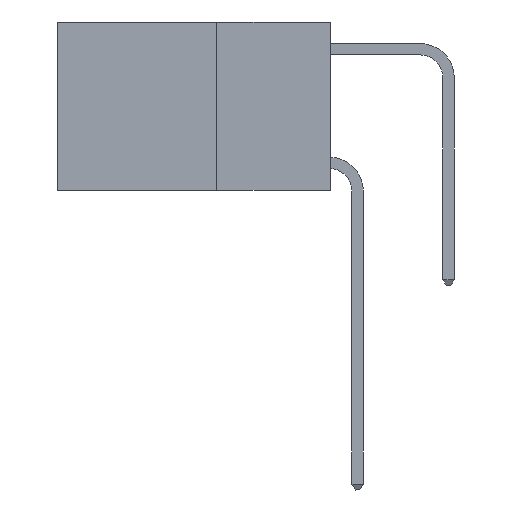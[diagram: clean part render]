
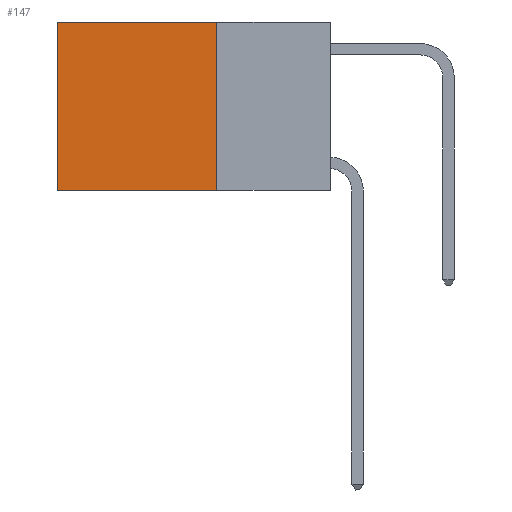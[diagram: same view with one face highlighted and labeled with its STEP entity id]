
A CAD part, left-side view. The second image highlights one B-rep face of the part: STEP entity #147.
In plain terms, the highlighted planar face has unit normal (-1, 0, 0).
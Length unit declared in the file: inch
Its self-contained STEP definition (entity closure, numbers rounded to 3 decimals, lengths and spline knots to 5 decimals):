
#147 = ADVANCED_FACE ( 'NONE', ( #2205 ), #4156, .F. ) ;
#321 = CARTESIAN_POINT ( 'NONE',  ( 0.2625, 0.25, -0.37 ) ) ;
#1643 = VECTOR ( 'NONE', #7170, 39.37008 ) ;
#1674 = EDGE_CURVE ( 'NONE', #9014, #10357, #7246, .T. ) ;
#1967 = CARTESIAN_POINT ( 'NONE',  ( 0.2625, 0.25, 0. ) ) ;
#2205 = FACE_OUTER_BOUND ( 'NONE', #2690, .T. ) ;
#2303 = VECTOR ( 'NONE', #4175, 39.37008 ) ;
#2690 = EDGE_LOOP ( 'NONE', ( #5322, #6383, #11509, #4227 ) ) ;
#3529 = CARTESIAN_POINT ( 'NONE',  ( 0.2625, 0.6, 0. ) ) ;
#3919 = VECTOR ( 'NONE', #11447, 39.37008 ) ;
#3959 = VERTEX_POINT ( 'NONE', #3529 ) ;
#4156 = PLANE ( 'NONE',  #6269 ) ;
#4175 = DIRECTION ( 'NONE',  ( 0., 1., 0. ) ) ;
#4227 = ORIENTED_EDGE ( 'NONE', *, *, #5578, .T. ) ;
#4508 = LINE ( 'NONE', #12144, #8017 ) ;
#5322 = ORIENTED_EDGE ( 'NONE', *, *, #8005, .T. ) ;
#5578 = EDGE_CURVE ( 'NONE', #7689, #3959, #9222, .T. ) ;
#6144 = CARTESIAN_POINT ( 'NONE',  ( 0.2625, 0.25, 0. ) ) ;
#6269 = AXIS2_PLACEMENT_3D ( 'NONE', #1967, #9847, #6783 ) ;
#6383 = ORIENTED_EDGE ( 'NONE', *, *, #1674, .F. ) ;
#6783 = DIRECTION ( 'NONE',  ( 0., 0., -1. ) ) ;
#6983 = EDGE_CURVE ( 'NONE', #7689, #9014, #11380, .T. ) ;
#7170 = DIRECTION ( 'NONE',  ( 0., 1., 0. ) ) ;
#7246 = LINE ( 'NONE', #321, #2303 ) ;
#7652 = CARTESIAN_POINT ( 'NONE',  ( 0.2625, 0.25, 0. ) ) ;
#7689 = VERTEX_POINT ( 'NONE', #9766 ) ;
#8005 = EDGE_CURVE ( 'NONE', #3959, #10357, #4508, .T. ) ;
#8017 = VECTOR ( 'NONE', #9258, 39.37008 ) ;
#9014 = VERTEX_POINT ( 'NONE', #10607 ) ;
#9222 = LINE ( 'NONE', #6144, #1643 ) ;
#9258 = DIRECTION ( 'NONE',  ( 0., 0., -1. ) ) ;
#9540 = CARTESIAN_POINT ( 'NONE',  ( 0.2625, 0.6, -0.37 ) ) ;
#9766 = CARTESIAN_POINT ( 'NONE',  ( 0.2625, 0.25, 0. ) ) ;
#9847 = DIRECTION ( 'NONE',  ( 1., 0., 0. ) ) ;
#10357 = VERTEX_POINT ( 'NONE', #9540 ) ;
#10607 = CARTESIAN_POINT ( 'NONE',  ( 0.2625, 0.25, -0.37 ) ) ;
#11380 = LINE ( 'NONE', #7652, #3919 ) ;
#11447 = DIRECTION ( 'NONE',  ( 0., 0., -1. ) ) ;
#11509 = ORIENTED_EDGE ( 'NONE', *, *, #6983, .F. ) ;
#12144 = CARTESIAN_POINT ( 'NONE',  ( 0.2625, 0.6, 0. ) ) ;
